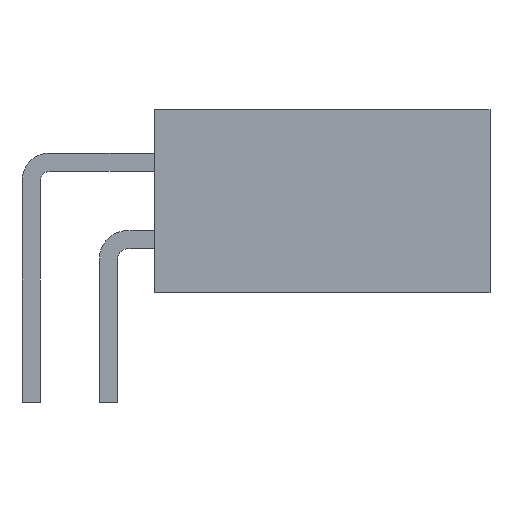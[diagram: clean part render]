
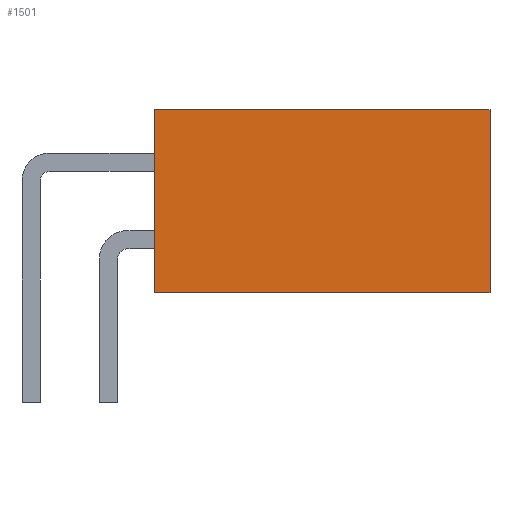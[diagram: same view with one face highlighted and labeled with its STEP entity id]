
A CAD part, front view. The second image highlights one B-rep face of the part: STEP entity #1501.
In plain terms, the highlighted planar face has unit normal (0, -1, 0).
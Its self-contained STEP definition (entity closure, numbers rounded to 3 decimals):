
#1332=CARTESIAN_POINT('',(2.77,-2.5,0.0));
#1333=VERTEX_POINT('',#1332);
#1340=CARTESIAN_POINT('',(2.77,-2.5,6.0));
#1341=VERTEX_POINT('',#1340);
#1342=CARTESIAN_POINT('',(2.77,-2.5,6.0));
#1343=DIRECTION('',(0.0,0.0,-1.0));
#1344=VECTOR('',#1343,6.0);
#1345=LINE('',#1342,#1344);
#1346=EDGE_CURVE('',#1341,#1333,#1345,.T.);
#1379=CARTESIAN_POINT('',(13.77,-2.5,0.0));
#1380=VERTEX_POINT('',#1379);
#1387=CARTESIAN_POINT('',(13.77,-2.5,0.0));
#1388=DIRECTION('',(-1.0,0.0,0.0));
#1389=VECTOR('',#1388,11.0);
#1390=LINE('',#1387,#1389);
#1391=EDGE_CURVE('',#1380,#1333,#1390,.T.);
#1421=CARTESIAN_POINT('',(13.77,-2.5,6.0));
#1422=VERTEX_POINT('',#1421);
#1429=CARTESIAN_POINT('',(13.77,-2.5,6.0));
#1430=DIRECTION('',(0.0,0.0,-1.0));
#1431=VECTOR('',#1430,6.0);
#1432=LINE('',#1429,#1431);
#1433=EDGE_CURVE('',#1422,#1380,#1432,.T.);
#1444=CARTESIAN_POINT('',(2.77,-2.5,6.0));
#1445=DIRECTION('',(1.0,0.0,0.0));
#1446=VECTOR('',#1445,11.0);
#1447=LINE('',#1444,#1446);
#1448=EDGE_CURVE('',#1341,#1422,#1447,.T.);
#1490=CARTESIAN_POINT('',(8.27,-2.5,3.0));
#1491=DIRECTION('',(0.0,1.0,0.0));
#1492=DIRECTION('',(0.0,0.0,1.0));
#1493=AXIS2_PLACEMENT_3D('',#1490,#1491,#1492);
#1494=PLANE('',#1493);
#1495=ORIENTED_EDGE('',*,*,#1346,.T.);
#1496=ORIENTED_EDGE('',*,*,#1391,.F.);
#1497=ORIENTED_EDGE('',*,*,#1433,.F.);
#1498=ORIENTED_EDGE('',*,*,#1448,.F.);
#1499=EDGE_LOOP('',(#1495,#1496,#1497,#1498));
#1500=FACE_OUTER_BOUND('',#1499,.T.);
#1501=ADVANCED_FACE('',(#1500),#1494,.F.);
